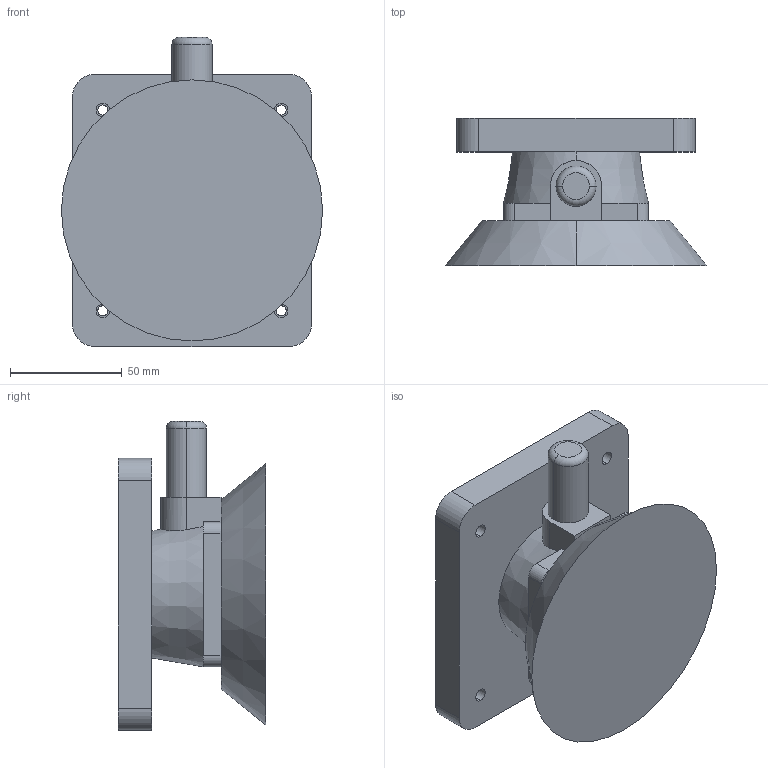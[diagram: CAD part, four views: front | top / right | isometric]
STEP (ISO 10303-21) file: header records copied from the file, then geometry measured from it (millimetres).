
FILE_DESCRIPTION (( 'STEP AP214' ), '1' );
FILE_NAME ('湮柲攫-褫俋楷.STEP', '2023-04-21T06:56:35', ( '' ), ( '' ), 'SwSTEP 2.0', 'SolidWorks 2018', '' );
FILE_SCHEMA (( 'AUTOMOTIVE_DESIGN' ));
Length unit declared in the file: millimetre
Products named in the file (1): 湮柲攫-褫俋楷
Bounding box: 117 x 66 x 138.5 mm (x, y, z)
Volume: 469732.6 mm3; surface area: 62923 mm2
Topology: 1 solids, 6 shells, 118 faces, 281 edges, 182 vertices
Faces by surface type: plane 65, cylinder 47, cone 4, torus 2
Entity records: 3653 total; most frequent: CARTESIAN_POINT 769, DIRECTION 632, ORIENTED_EDGE 562, EDGE_CURVE 281, AXIS2_PLACEMENT_3D 236, VERTEX_POINT 182, LINE 160, VECTOR 160
